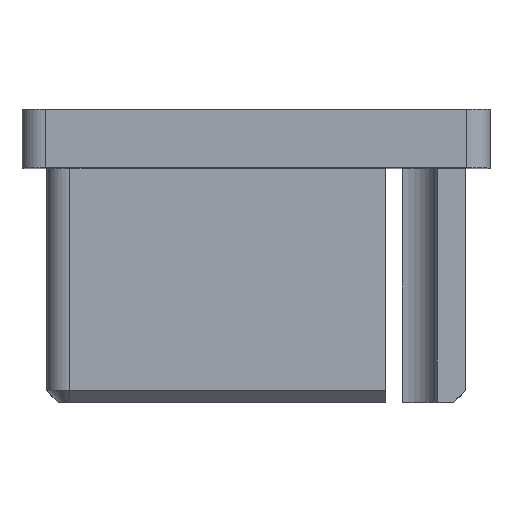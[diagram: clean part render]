
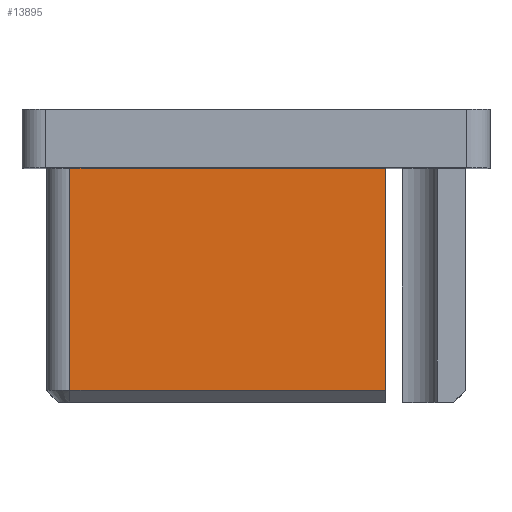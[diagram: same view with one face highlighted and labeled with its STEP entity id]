
A CAD part, top view. The second image highlights one B-rep face of the part: STEP entity #13895.
In plain terms, the highlighted planar face has unit normal (0, 0, 1).
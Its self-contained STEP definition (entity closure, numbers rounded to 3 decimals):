
#246 = EDGE_LOOP ( 'NONE', ( #11220, #10264, #15413, #10185 ) ) ;
#274 = PLANE ( 'NONE',  #5496 ) ;
#1015 = EDGE_CURVE ( 'NONE', #11031, #12791, #13708, .T. ) ;
#1066 = VECTOR ( 'NONE', #13678, 1000. ) ;
#2143 = VECTOR ( 'NONE', #15082, 1000. ) ;
#2770 = CARTESIAN_POINT ( 'NONE',  ( -15.9, -19., 12.9 ) ) ;
#3554 = DIRECTION ( 'NONE',  ( -1., 0., 0. ) ) ;
#5182 = LINE ( 'NONE', #9112, #2143 ) ;
#5215 = CARTESIAN_POINT ( 'NONE',  ( 11.1, -20., 12.9 ) ) ;
#5248 = VECTOR ( 'NONE', #13587, 1000. ) ;
#5496 = AXIS2_PLACEMENT_3D ( 'NONE', #7391, #7603, #13480 ) ;
#6177 = VERTEX_POINT ( 'NONE', #2770 ) ;
#7062 = LINE ( 'NONE', #10241, #1066 ) ;
#7115 = CARTESIAN_POINT ( 'NONE',  ( -17.9, 0., 12.9 ) ) ;
#7391 = CARTESIAN_POINT ( 'NONE',  ( -17.9, -20., 12.9 ) ) ;
#7603 = DIRECTION ( 'NONE',  ( 0., 0., -1. ) ) ;
#7853 = LINE ( 'NONE', #5215, #5248 ) ;
#8745 = VERTEX_POINT ( 'NONE', #10180 ) ;
#8821 = EDGE_CURVE ( 'NONE', #12791, #6177, #5182, .T. ) ;
#9112 = CARTESIAN_POINT ( 'NONE',  ( -15.9, -20., 12.9 ) ) ;
#10180 = CARTESIAN_POINT ( 'NONE',  ( 11.1, -19., 12.9 ) ) ;
#10185 = ORIENTED_EDGE ( 'NONE', *, *, #1015, .T. ) ;
#10241 = CARTESIAN_POINT ( 'NONE',  ( 11.1, -19., 12.9 ) ) ;
#10264 = ORIENTED_EDGE ( 'NONE', *, *, #14102, .T. ) ;
#10669 = FACE_OUTER_BOUND ( 'NONE', #246, .T. ) ;
#11031 = VERTEX_POINT ( 'NONE', #13173 ) ;
#11220 = ORIENTED_EDGE ( 'NONE', *, *, #8821, .T. ) ;
#12386 = EDGE_CURVE ( 'NONE', #8745, #11031, #7853, .T. ) ;
#12791 = VERTEX_POINT ( 'NONE', #13657 ) ;
#13173 = CARTESIAN_POINT ( 'NONE',  ( 11.1, 0., 12.9 ) ) ;
#13480 = DIRECTION ( 'NONE',  ( -1., 0., 0. ) ) ;
#13587 = DIRECTION ( 'NONE',  ( 0., 1., 0. ) ) ;
#13657 = CARTESIAN_POINT ( 'NONE',  ( -15.9, 0., 12.9 ) ) ;
#13678 = DIRECTION ( 'NONE',  ( 1., 0., 0. ) ) ;
#13708 = LINE ( 'NONE', #7115, #14832 ) ;
#13895 = ADVANCED_FACE ( 'NONE', ( #10669 ), #274, .F. ) ;
#14102 = EDGE_CURVE ( 'NONE', #6177, #8745, #7062, .T. ) ;
#14832 = VECTOR ( 'NONE', #3554, 1000. ) ;
#15082 = DIRECTION ( 'NONE',  ( 0., -1., 0. ) ) ;
#15413 = ORIENTED_EDGE ( 'NONE', *, *, #12386, .T. ) ;
